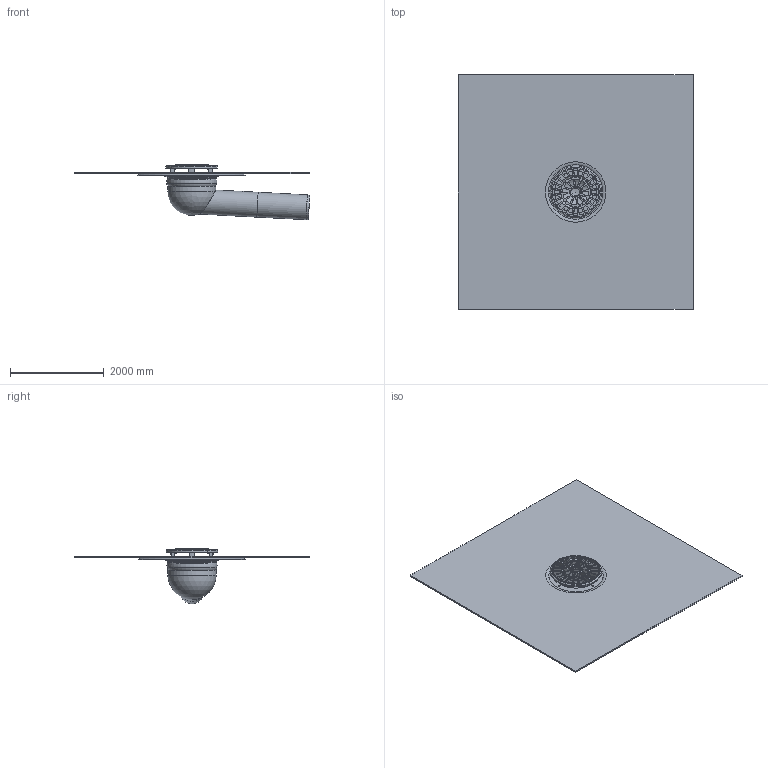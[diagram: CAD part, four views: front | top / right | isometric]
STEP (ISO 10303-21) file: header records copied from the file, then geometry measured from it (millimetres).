
FILE_DESCRIPTION(/* description */ (''),/* implementation_level */ '2;1');
FILE_NAME(/* name */ '15471.050X_3D.stp',/* time_stamp */ '2024-12-12T06:53:30+01:00',/* author */ ('CAD'),/* organization */ (''),/* preprocessor_version */ 'ST-DEVELOPER v20',/* originating_system */ 'AutoCAD Mechanical',/* authorisation */ '');
FILE_SCHEMA (('AUTOMOTIVE_DESIGN { 1 0 10303 214 3 1 1 }'));
Length unit declared in the file: centimetre
Products named in the file (2): Product; *S0
Assembly tree (1 placements, depth 2):
  Product
    *S0
Bounding box: 5013.61 x 5000 x 1179.72 mm (x, y, z)
Volume: 993033581.3 mm3; surface area: 75866009.3 mm2
Topology: 9 solids, 9 shells, 469 faces, 1368 edges, 904 vertices
Faces by surface type: cylinder 248, plane 128, torus 44, cone 38, sphere 10, bspline 1
Full cylindrical faces by diameter (mm): 20 x8, 32 x2, 52 x2, 170 x1, 499.993 x2, 529.993 x2, 530 x1, 736 x1, 770 x1, 810 x1, 885 x1, 900 x1, 901 x1, 905 x1, 953.818 x1, 965 x2, 980 x1, 1000 x1, 1030 x1, 1100 x1
Entity records: 19308 total; most frequent: CARTESIAN_POINT 6636, ORIENTED_EDGE 2730, DIRECTION 2619, EDGE_CURVE 1365, AXIS2_PLACEMENT_3D 1043, VERTEX_POINT 902, CIRCLE 569, EDGE_LOOP 567
